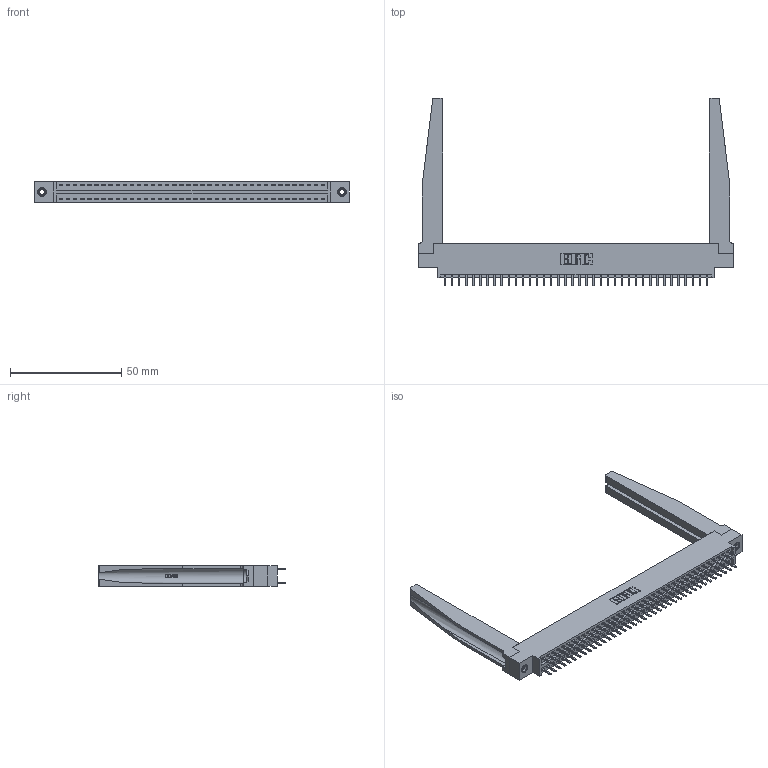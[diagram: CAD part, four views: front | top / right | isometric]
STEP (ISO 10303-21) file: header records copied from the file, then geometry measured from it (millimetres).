
FILE_DESCRIPTION (( 'STEP AP203' ), '1' );
FILE_NAME ('346-076-521-878.STEP', '2022-05-25T04:46:24', ( '' ), ( '' ), 'SwSTEP 2.0', 'SolidWorks 2020', '' );
FILE_SCHEMA (( 'CONFIG_CONTROL_DESIGN' ));
Length unit declared in the file: inch
Products named in the file (5): 345-292-001_345-293-121; 346-220-078_345-220-078; 345-250-001_345-250-001-102; 346-076-521-878; 346 Part_0.170 Offset - 0.156 Dia-TH
Assembly tree (81 placements, depth 2):
  346-076-521-878
    346 Part_0.170 Offset - 0.156 Dia-TH
    345-292-001_345-293-121  x76
    346-220-078_345-220-078  x2
    345-250-001_345-250-001-102  x2
Bounding box: 141.22 x 84.33 x 9.4 mm (x, y, z)
Volume: 20445.2 mm3; surface area: 25086.5 mm2
Topology: 81 solids, 81 shells, 4326 faces, 12765 edges, 8398 vertices
Faces by surface type: plane 2896, cylinder 1378, bspline 36, cone 12, torus 4
Entity records: 30652 total; most frequent: CARTESIAN_POINT 6001, ORIENTED_EDGE 4822, DIRECTION 4325, EDGE_CURVE 2411, LINE 2033, VECTOR 2033, VERTEX_POINT 1600, AXIS2_PLACEMENT_3D 1146
